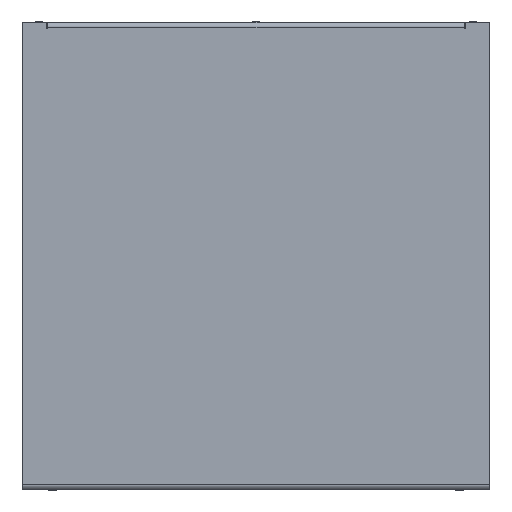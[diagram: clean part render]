
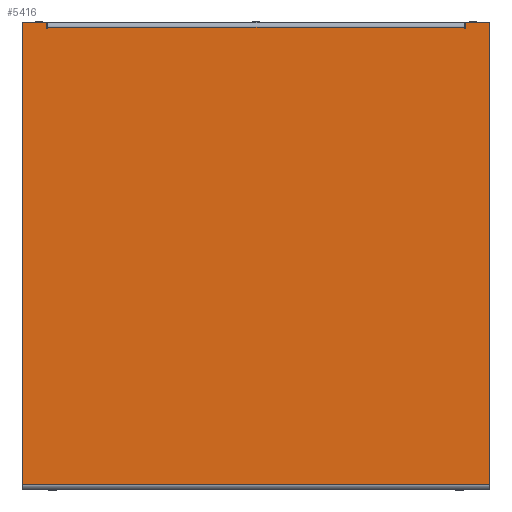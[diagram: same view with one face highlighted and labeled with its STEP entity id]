
A CAD part, left-side view. The second image highlights one B-rep face of the part: STEP entity #5416.
In plain terms, the highlighted planar face has unit normal (-1, 0, 0).
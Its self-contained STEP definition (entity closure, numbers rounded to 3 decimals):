
#58=LINE('',#7151,#508);
#59=LINE('',#7154,#509);
#60=LINE('',#7156,#510);
#61=LINE('',#7158,#511);
#62=LINE('',#7160,#512);
#63=LINE('',#7162,#513);
#64=LINE('',#7164,#514);
#65=LINE('',#7166,#515);
#66=LINE('',#7168,#516);
#67=LINE('',#7170,#517);
#68=LINE('',#7172,#518);
#69=LINE('',#7174,#519);
#508=VECTOR('',#6044,1000.);
#509=VECTOR('',#6045,1000.);
#510=VECTOR('',#6046,1000.);
#511=VECTOR('',#6047,1000.);
#512=VECTOR('',#6048,1000.);
#513=VECTOR('',#6049,1000.);
#514=VECTOR('',#6050,1000.);
#515=VECTOR('',#6051,1000.);
#516=VECTOR('',#6052,1000.);
#517=VECTOR('',#6053,1000.);
#518=VECTOR('',#6054,1000.);
#519=VECTOR('',#6055,1000.);
#937=PLANE('',#5656);
#1203=ORIENTED_EDGE('',*,*,#2300,.F.);
#1204=ORIENTED_EDGE('',*,*,#2301,.F.);
#1205=ORIENTED_EDGE('',*,*,#2302,.F.);
#1206=ORIENTED_EDGE('',*,*,#2303,.T.);
#1207=ORIENTED_EDGE('',*,*,#2304,.F.);
#1208=ORIENTED_EDGE('',*,*,#2305,.F.);
#1209=ORIENTED_EDGE('',*,*,#2306,.F.);
#1210=ORIENTED_EDGE('',*,*,#2307,.T.);
#1211=ORIENTED_EDGE('',*,*,#2308,.T.);
#1212=ORIENTED_EDGE('',*,*,#2309,.T.);
#1213=ORIENTED_EDGE('',*,*,#2310,.T.);
#1214=ORIENTED_EDGE('',*,*,#2311,.T.);
#2300=EDGE_CURVE('',#2849,#2850,#58,.T.);
#2301=EDGE_CURVE('',#2851,#2849,#59,.T.);
#2302=EDGE_CURVE('',#2852,#2851,#60,.T.);
#2303=EDGE_CURVE('',#2852,#2853,#61,.T.);
#2304=EDGE_CURVE('',#2854,#2853,#62,.T.);
#2305=EDGE_CURVE('',#2855,#2854,#63,.T.);
#2306=EDGE_CURVE('',#2856,#2855,#64,.T.);
#2307=EDGE_CURVE('',#2856,#2857,#65,.T.);
#2308=EDGE_CURVE('',#2857,#2858,#66,.T.);
#2309=EDGE_CURVE('',#2858,#2859,#67,.T.);
#2310=EDGE_CURVE('',#2859,#2860,#68,.T.);
#2311=EDGE_CURVE('',#2860,#2850,#69,.T.);
#2849=VERTEX_POINT('',#7152);
#2850=VERTEX_POINT('',#7153);
#2851=VERTEX_POINT('',#7155);
#2852=VERTEX_POINT('',#7157);
#2853=VERTEX_POINT('',#7159);
#2854=VERTEX_POINT('',#7161);
#2855=VERTEX_POINT('',#7163);
#2856=VERTEX_POINT('',#7165);
#2857=VERTEX_POINT('',#7167);
#2858=VERTEX_POINT('',#7169);
#2859=VERTEX_POINT('',#7171);
#2860=VERTEX_POINT('',#7173);
#3312=EDGE_LOOP('',(#1203,#1204,#1205,#1206,#1207,#1208,#1209,#1210,#1211,
#1212,#1213,#1214));
#3602=FACE_BOUND('',#3312,.T.);
#5416=ADVANCED_FACE('',(#3602),#937,.F.);
#5656=AXIS2_PLACEMENT_3D('',#7150,#6042,#6043);
#6042=DIRECTION('',(1.,0.,0.));
#6043=DIRECTION('',(0.,0.,-1.));
#6044=DIRECTION('',(0.,0.,1.));
#6045=DIRECTION('',(0.,-1.,0.));
#6046=DIRECTION('',(0.,0.,-1.));
#6047=DIRECTION('',(0.,1.,0.));
#6048=DIRECTION('',(0.,0.,1.));
#6049=DIRECTION('',(0.,-1.,0.));
#6050=DIRECTION('',(0.,0.,-1.));
#6051=DIRECTION('',(0.,1.,0.));
#6052=DIRECTION('',(0.,0.,-1.));
#6053=DIRECTION('',(0.,-1.,0.));
#6054=DIRECTION('',(0.,0.,1.));
#6055=DIRECTION('',(0.,1.,0.));
#7150=CARTESIAN_POINT('',(-450.,0.,0.));
#7151=CARTESIAN_POINT('',(-450.,-313.5,0.));
#7152=CARTESIAN_POINT('',(-450.,-313.5,590.));
#7153=CARTESIAN_POINT('',(-450.,-313.5,600.));
#7154=CARTESIAN_POINT('',(-450.,0.,590.));
#7155=CARTESIAN_POINT('',(-450.,-311.5,590.));
#7156=CARTESIAN_POINT('',(-450.,-311.5,0.));
#7157=CARTESIAN_POINT('',(-450.,-311.5,592.));
#7158=CARTESIAN_POINT('',(-450.,-311.5,592.));
#7159=CARTESIAN_POINT('',(-450.,311.5,592.));
#7160=CARTESIAN_POINT('',(-450.,311.5,0.));
#7161=CARTESIAN_POINT('',(-450.,311.5,590.));
#7162=CARTESIAN_POINT('',(-450.,0.,590.));
#7163=CARTESIAN_POINT('',(-450.,313.5,590.));
#7164=CARTESIAN_POINT('',(-450.,313.5,0.));
#7165=CARTESIAN_POINT('',(-450.,313.5,600.));
#7166=CARTESIAN_POINT('',(-450.,350.,600.));
#7167=CARTESIAN_POINT('',(-450.,350.,600.));
#7168=CARTESIAN_POINT('',(-450.,350.,600.));
#7169=CARTESIAN_POINT('',(-450.,350.,-92.));
#7170=CARTESIAN_POINT('',(-450.,350.,-92.));
#7171=CARTESIAN_POINT('',(-450.,-350.,-92.));
#7172=CARTESIAN_POINT('',(-450.,-350.,600.));
#7173=CARTESIAN_POINT('',(-450.,-350.,600.));
#7174=CARTESIAN_POINT('',(-450.,350.,600.));
